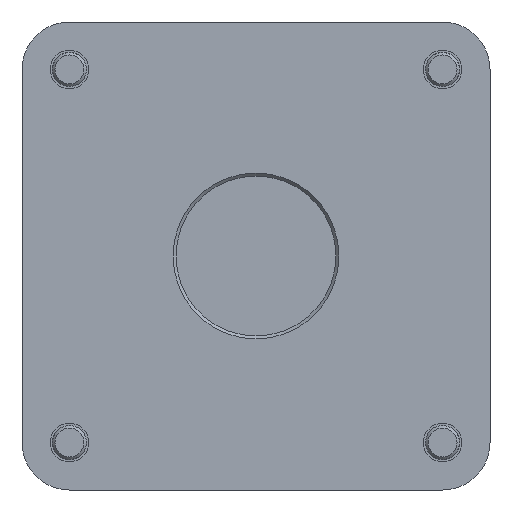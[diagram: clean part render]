
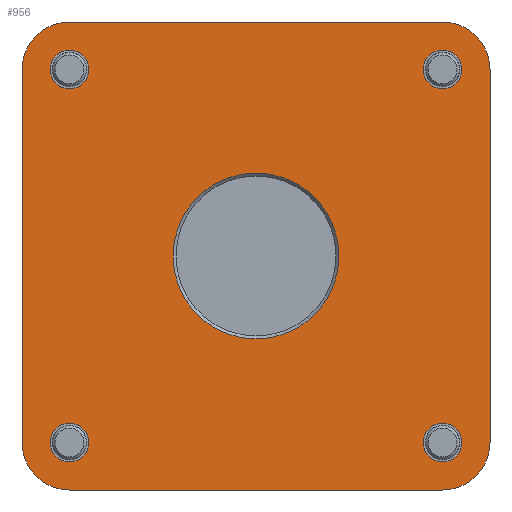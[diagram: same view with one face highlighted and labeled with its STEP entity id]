
A CAD part, front view. The second image highlights one B-rep face of the part: STEP entity #956.
In plain terms, the highlighted planar face has unit normal (0, -1, 0).
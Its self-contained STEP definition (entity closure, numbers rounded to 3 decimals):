
#63=CIRCLE('',#1047,22.25);
#65=CIRCLE('',#1051,22.25);
#67=CIRCLE('',#1055,22.25);
#69=CIRCLE('',#1059,22.25);
#75=CIRCLE('',#1067,9.);
#76=CIRCLE('',#1068,9.);
#77=CIRCLE('',#1069,9.);
#78=CIRCLE('',#1070,9.);
#79=CIRCLE('',#1071,38.9);
#199=ORIENTED_EDGE('',*,*,#417,.T.);
#200=ORIENTED_EDGE('',*,*,#418,.F.);
#201=ORIENTED_EDGE('',*,*,#419,.T.);
#202=ORIENTED_EDGE('',*,*,#420,.F.);
#203=ORIENTED_EDGE('',*,*,#421,.F.);
#204=ORIENTED_EDGE('',*,*,#385,.F.);
#205=ORIENTED_EDGE('',*,*,#407,.F.);
#206=ORIENTED_EDGE('',*,*,#404,.F.);
#207=ORIENTED_EDGE('',*,*,#401,.F.);
#208=ORIENTED_EDGE('',*,*,#398,.F.);
#209=ORIENTED_EDGE('',*,*,#395,.F.);
#210=ORIENTED_EDGE('',*,*,#392,.F.);
#211=ORIENTED_EDGE('',*,*,#389,.F.);
#385=EDGE_CURVE('',#502,#503,#588,.T.);
#389=EDGE_CURVE('',#503,#506,#63,.T.);
#392=EDGE_CURVE('',#506,#508,#593,.T.);
#395=EDGE_CURVE('',#508,#510,#65,.T.);
#398=EDGE_CURVE('',#510,#512,#597,.T.);
#401=EDGE_CURVE('',#512,#514,#67,.T.);
#404=EDGE_CURVE('',#514,#516,#601,.T.);
#407=EDGE_CURVE('',#516,#502,#69,.T.);
#417=EDGE_CURVE('',#526,#526,#75,.T.);
#418=EDGE_CURVE('',#527,#527,#76,.T.);
#419=EDGE_CURVE('',#528,#528,#77,.T.);
#420=EDGE_CURVE('',#529,#529,#78,.T.);
#421=EDGE_CURVE('',#530,#530,#79,.T.);
#502=VERTEX_POINT('',#1519);
#503=VERTEX_POINT('',#1520);
#506=VERTEX_POINT('',#1528);
#508=VERTEX_POINT('',#1534);
#510=VERTEX_POINT('',#1540);
#512=VERTEX_POINT('',#1546);
#514=VERTEX_POINT('',#1552);
#516=VERTEX_POINT('',#1558);
#526=VERTEX_POINT('',#1584);
#527=VERTEX_POINT('',#1586);
#528=VERTEX_POINT('',#1588);
#529=VERTEX_POINT('',#1590);
#530=VERTEX_POINT('',#1592);
#588=LINE('',#1518,#634);
#593=LINE('',#1533,#639);
#597=LINE('',#1545,#643);
#601=LINE('',#1557,#647);
#634=VECTOR('',#1190,1000.);
#639=VECTOR('',#1203,1000.);
#643=VECTOR('',#1215,1000.);
#647=VECTOR('',#1227,1000.);
#694=EDGE_LOOP('',(#199));
#695=EDGE_LOOP('',(#200));
#696=EDGE_LOOP('',(#201));
#697=EDGE_LOOP('',(#202));
#698=EDGE_LOOP('',(#203));
#699=EDGE_LOOP('',(#204,#205,#206,#207,#208,#209,#210,#211));
#810=FACE_BOUND('',#694,.T.);
#811=FACE_BOUND('',#695,.T.);
#812=FACE_BOUND('',#696,.T.);
#813=FACE_BOUND('',#697,.T.);
#814=FACE_BOUND('',#698,.T.);
#815=FACE_BOUND('',#699,.T.);
#918=PLANE('',#1066);
#956=ADVANCED_FACE('',(#810,#811,#812,#813,#814,#815),#918,.F.);
#1047=AXIS2_PLACEMENT_3D('',#1527,#1196,#1197);
#1051=AXIS2_PLACEMENT_3D('',#1539,#1208,#1209);
#1055=AXIS2_PLACEMENT_3D('',#1551,#1220,#1221);
#1059=AXIS2_PLACEMENT_3D('',#1563,#1232,#1233);
#1066=AXIS2_PLACEMENT_3D('',#1582,#1250,#1251);
#1067=AXIS2_PLACEMENT_3D('',#1583,#1252,#1253);
#1068=AXIS2_PLACEMENT_3D('',#1585,#1254,#1255);
#1069=AXIS2_PLACEMENT_3D('',#1587,#1256,#1257);
#1070=AXIS2_PLACEMENT_3D('',#1589,#1258,#1259);
#1071=AXIS2_PLACEMENT_3D('',#1591,#1260,#1261);
#1190=DIRECTION('',(0.,0.,1.));
#1196=DIRECTION('',(0.,1.,0.));
#1197=DIRECTION('',(1.,0.,0.));
#1203=DIRECTION('',(1.,0.,0.));
#1208=DIRECTION('',(0.,1.,0.));
#1209=DIRECTION('',(1.,0.,0.));
#1215=DIRECTION('',(0.,0.,-1.));
#1220=DIRECTION('',(0.,1.,0.));
#1221=DIRECTION('',(1.,0.,0.));
#1227=DIRECTION('',(-1.,0.,0.));
#1232=DIRECTION('',(0.,1.,0.));
#1233=DIRECTION('',(1.,0.,0.));
#1250=DIRECTION('',(0.,1.,0.));
#1251=DIRECTION('',(0.,0.,1.));
#1252=DIRECTION('',(0.,1.,0.));
#1253=DIRECTION('',(0.,0.,1.));
#1254=DIRECTION('',(0.,-1.,0.));
#1255=DIRECTION('',(0.,0.,-1.));
#1256=DIRECTION('',(0.,1.,0.));
#1257=DIRECTION('',(0.,0.,1.));
#1258=DIRECTION('',(0.,-1.,0.));
#1259=DIRECTION('',(0.,0.,-1.));
#1260=DIRECTION('',(0.,-1.,0.));
#1261=DIRECTION('',(0.,0.,-1.));
#1518=CARTESIAN_POINT('',(-109.75,0.,-87.5));
#1519=CARTESIAN_POINT('',(-109.75,0.,-87.5));
#1520=CARTESIAN_POINT('',(-109.75,0.,87.5));
#1527=CARTESIAN_POINT('',(-87.5,0.,87.5));
#1528=CARTESIAN_POINT('',(-87.5,0.,109.75));
#1533=CARTESIAN_POINT('',(-87.5,0.,109.75));
#1534=CARTESIAN_POINT('',(87.5,0.,109.75));
#1539=CARTESIAN_POINT('',(87.5,0.,87.5));
#1540=CARTESIAN_POINT('',(109.75,0.,87.5));
#1545=CARTESIAN_POINT('',(109.75,0.,87.5));
#1546=CARTESIAN_POINT('',(109.75,0.,-87.5));
#1551=CARTESIAN_POINT('',(87.5,0.,-87.5));
#1552=CARTESIAN_POINT('',(87.5,0.,-109.75));
#1557=CARTESIAN_POINT('',(87.5,0.,-109.75));
#1558=CARTESIAN_POINT('',(-87.5,0.,-109.75));
#1563=CARTESIAN_POINT('',(-87.5,0.,-87.5));
#1582=CARTESIAN_POINT('',(-87.5,0.,87.5));
#1583=CARTESIAN_POINT('',(-87.5,0.,-87.5));
#1584=CARTESIAN_POINT('',(-87.5,0.,-78.5));
#1585=CARTESIAN_POINT('',(87.5,0.,-87.5));
#1586=CARTESIAN_POINT('',(87.5,0.,-96.5));
#1587=CARTESIAN_POINT('',(-87.5,0.,87.5));
#1588=CARTESIAN_POINT('',(-87.5,0.,96.5));
#1589=CARTESIAN_POINT('',(87.5,0.,87.5));
#1590=CARTESIAN_POINT('',(87.5,0.,78.5));
#1591=CARTESIAN_POINT('',(0.,0.,0.));
#1592=CARTESIAN_POINT('',(0.,0.,-38.9));
